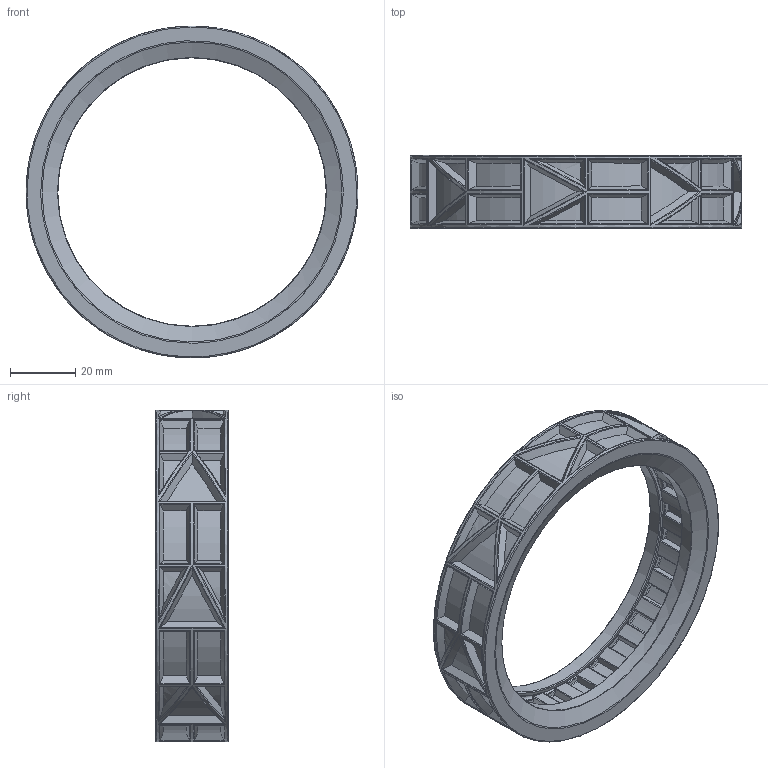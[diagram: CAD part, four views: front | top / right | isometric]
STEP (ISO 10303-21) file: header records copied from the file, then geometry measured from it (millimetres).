
FILE_DESCRIPTION(/* description */ (''),/* implementation_level */ '2;1');
FILE_NAME(/* name */ '4'''' (Diameter) Wheel-Parts\Tire.ipt.step',/* time_stamp */ '2020-04-16T23:28:03-04:00',/* author */ ('Jordan'),/* organization */ (''),/* preprocessor_version */ 'ST-DEVELOPER v17',/* originating_system */ 'Autodesk Inventor 2019',/* authorisation */ '');
FILE_SCHEMA (('AUTOMOTIVE_DESIGN { 1 0 10303 214 3 1 1 }'));
Length unit declared in the file: inch
Products named in the file (1): Tire
Bounding box: 101.59 x 22.3 x 101.6 mm (x, y, z)
Volume: 32788.3 mm3; surface area: 26078.1 mm2
Topology: 1 solids, 1 shells, 703 faces, 1976 edges, 1312 vertices
Faces by surface type: bspline 226, cylinder 221, plane 118, torus 72, cone 66
Full cylindrical faces by diameter (mm): 82.2 x2, 85.4 x2, 101.6 x1
Entity records: 45997 total; most frequent: CARTESIAN_POINT 30588, ORIENTED_EDGE 3952, DIRECTION 2154, EDGE_CURVE 1976, VERTEX_POINT 1312, B_SPLINE_CURVE_WITH_KNOTS 1204, AXIS2_PLACEMENT_3D 904, EDGE_LOOP 742
